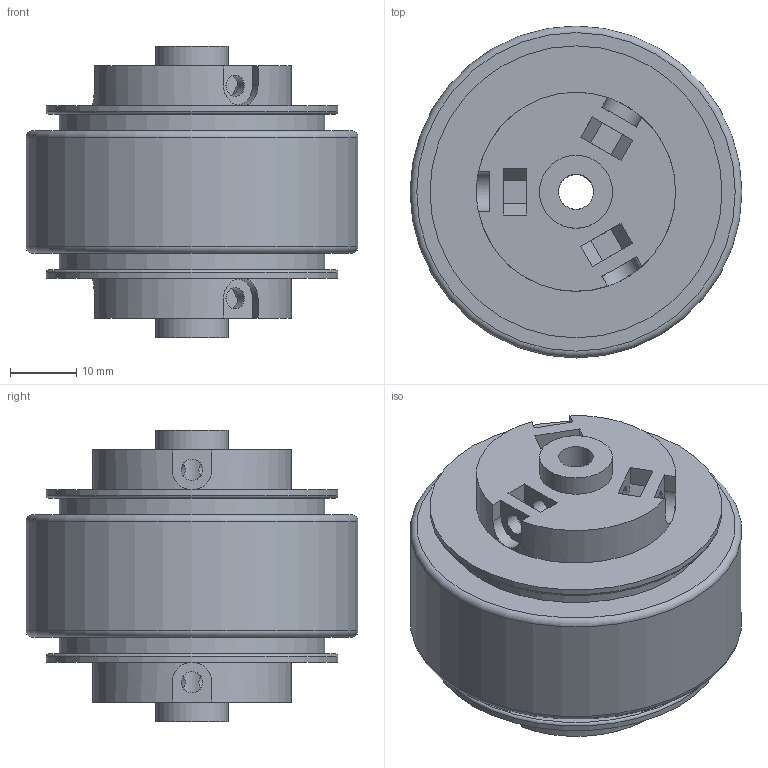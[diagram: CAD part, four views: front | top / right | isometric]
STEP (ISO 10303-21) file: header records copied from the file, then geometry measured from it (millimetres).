
FILE_DESCRIPTION(('STEP AP214'), '1');
FILE_NAME('êîëåñî_çåðêë', '', ('UNSPECIFIED'), ('UNSPECIFIED'), 'C3D Converter', 'C3D Toolkit', '');
FILE_SCHEMA(('AUTOMOTIVE_DESIGN { 1 0 10303 214 3 1 1}'));
Length unit declared in the file: millimetre
Assembly tree (2 placements, depth 2):
  (unnamed)
    (unnamed)
    (unnamed)
Bounding box: 50 x 50 x 44 mm (x, y, z)
Volume: 52937.9 mm3; surface area: 11674.7 mm2
Topology: 1 solids, 1 shells, 106 faces, 260 edges, 170 vertices
Faces by surface type: plane 70, cylinder 32, torus 4
Full cylindrical faces by diameter (mm): 3.2 x12, 5.3 x1, 11 x2, 40 x2, 44 x2, 50 x1
Entity records: 3886 total; most frequent: CARTESIAN_POINT 1257, DIRECTION 492, ORIENTED_EDGE 472, EDGE_CURVE 236, EDGE_LOOP 170, VERTEX_POINT 170, AXIS2_PLACEMENT_3D 165, LINE 162
